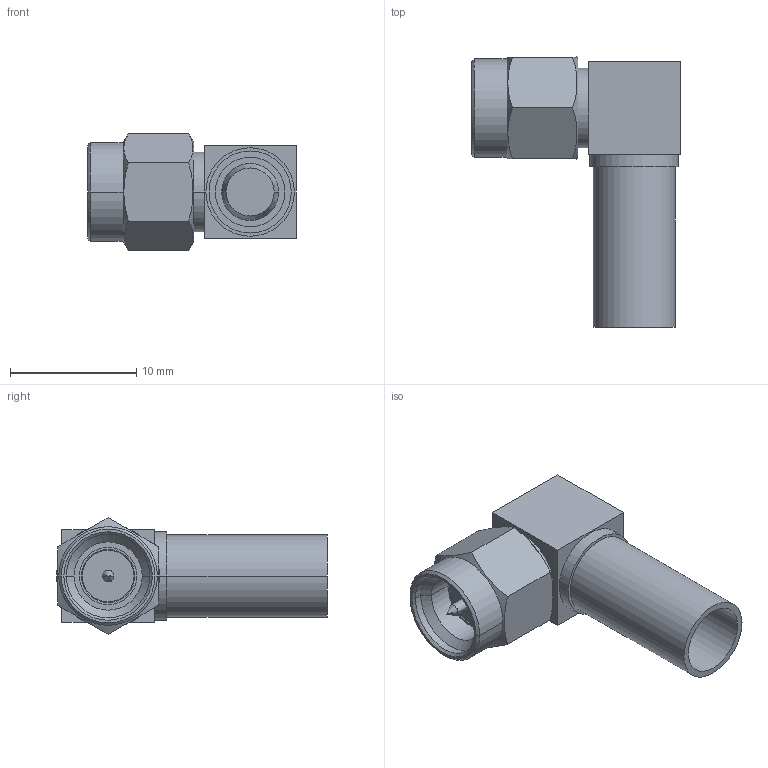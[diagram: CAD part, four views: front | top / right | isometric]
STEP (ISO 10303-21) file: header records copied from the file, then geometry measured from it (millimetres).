
FILE_DESCRIPTION (( 'STEP AP203' ), '1' );
FILE_NAME ('SMAMRA.P.GN.HT.STEP', '2021-12-04T14:22:35', ( 'admin' ), ( '' ), 'SwSTEP 2.0', 'SolidWorks 2015', '' );
FILE_SCHEMA (( 'CONFIG_CONTROL_DESIGN' ));
Length unit declared in the file: millimetre
Products named in the file (1): SMAMRA.P.GN.HT
Bounding box: 16.5 x 21.42 x 9.24 mm (x, y, z)
Volume: 1015.8 mm3; surface area: 1497.5 mm2
Topology: 1 solids, 1 shells, 91 faces, 198 edges, 123 vertices
Faces by surface type: cylinder 34, plane 33, cone 24
Entity records: 2613 total; most frequent: CARTESIAN_POINT 507, DIRECTION 454, ORIENTED_EDGE 392, EDGE_CURVE 196, AXIS2_PLACEMENT_3D 186, VERTEX_POINT 123, EDGE_LOOP 107, CIRCLE 94
